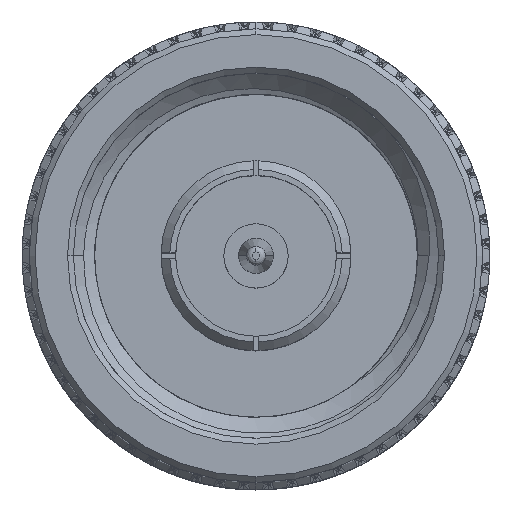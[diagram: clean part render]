
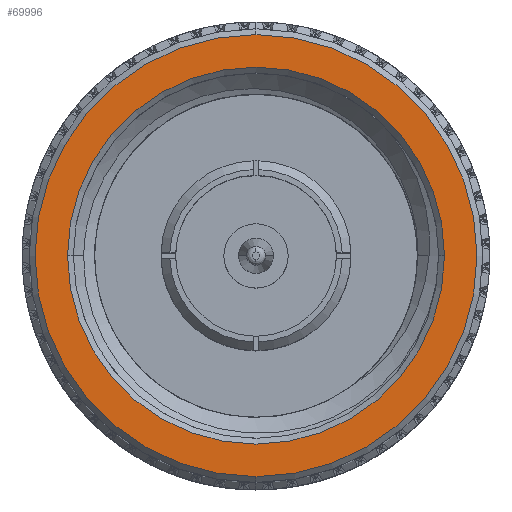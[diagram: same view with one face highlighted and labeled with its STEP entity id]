
A CAD part, top view. The second image highlights one B-rep face of the part: STEP entity #69996.
In plain terms, the highlighted face is planar.
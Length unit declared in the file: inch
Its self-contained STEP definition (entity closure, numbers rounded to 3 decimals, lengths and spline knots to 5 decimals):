
#202 = CIRCLE ( 'NONE', #15043, 0.3225 ) ;
#991 = DIRECTION ( 'NONE',  ( -1., 0., 0. ) ) ;
#1845 = EDGE_CURVE ( 'NONE', #55353, #8340, #61934, .T. ) ;
#6040 = EDGE_LOOP ( 'NONE', ( #22580, #105806 ) ) ;
#8340 = VERTEX_POINT ( 'NONE', #80140 ) ;
#8544 = CARTESIAN_POINT ( 'NONE',  ( 0., 0., 0. ) ) ;
#9089 = DIRECTION ( 'NONE',  ( 0., -1., 0. ) ) ;
#15043 = AXIS2_PLACEMENT_3D ( 'NONE', #37795, #31330, #46499 ) ;
#19603 = FACE_OUTER_BOUND ( 'NONE', #6040, .T. ) ;
#20662 = ORIENTED_EDGE ( 'NONE', *, *, #1845, .T. ) ;
#22580 = ORIENTED_EDGE ( 'NONE', *, *, #82187, .T. ) ;
#25438 = DIRECTION ( 'NONE',  ( -1., 0., 0. ) ) ;
#26891 = VERTEX_POINT ( 'NONE', #94109 ) ;
#31330 = DIRECTION ( 'NONE',  ( 1., 0., 0. ) ) ;
#33860 = DIRECTION ( 'NONE',  ( 1., 0., 0. ) ) ;
#34150 = CARTESIAN_POINT ( 'NONE',  ( 0., 0., 0. ) ) ;
#35588 = CARTESIAN_POINT ( 'NONE',  ( 0., 0., 0.3225 ) ) ;
#35895 = FACE_BOUND ( 'NONE', #62941, .T. ) ;
#37377 = AXIS2_PLACEMENT_3D ( 'NONE', #55018, #991, #90469 ) ;
#37795 = CARTESIAN_POINT ( 'NONE',  ( 0., 0., 0. ) ) ;
#40954 = AXIS2_PLACEMENT_3D ( 'NONE', #34150, #89306, #9089 ) ;
#46499 = DIRECTION ( 'NONE',  ( 0., -1., 0. ) ) ;
#53579 = DIRECTION ( 'NONE',  ( 0., -1., 0. ) ) ;
#55018 = CARTESIAN_POINT ( 'NONE',  ( 0., 0.38809, 0. ) ) ;
#55353 = VERTEX_POINT ( 'NONE', #35588 ) ;
#58226 = EDGE_CURVE ( 'NONE', #89714, #26891, #83543, .T. ) ;
#61724 = CARTESIAN_POINT ( 'NONE',  ( 0., 0., 0. ) ) ;
#61934 = CIRCLE ( 'NONE', #82312, 0.3225 ) ;
#62941 = EDGE_LOOP ( 'NONE', ( #20662, #90244 ) ) ;
#69996 = ADVANCED_FACE ( 'NONE', ( #35895, #19603 ), #81731, .T. ) ;
#70743 = AXIS2_PLACEMENT_3D ( 'NONE', #8544, #25438, #79430 ) ;
#79430 = DIRECTION ( 'NONE',  ( 0., -1., 0. ) ) ;
#80140 = CARTESIAN_POINT ( 'NONE',  ( 0., 0., -0.3225 ) ) ;
#81731 = PLANE ( 'NONE',  #37377 ) ;
#82187 = EDGE_CURVE ( 'NONE', #26891, #89714, #100420, .T. ) ;
#82312 = AXIS2_PLACEMENT_3D ( 'NONE', #61724, #33860, #53579 ) ;
#83543 = CIRCLE ( 'NONE', #40954, 0.37809 ) ;
#85011 = EDGE_CURVE ( 'NONE', #8340, #55353, #202, .T. ) ;
#89306 = DIRECTION ( 'NONE',  ( -1., 0., 0. ) ) ;
#89714 = VERTEX_POINT ( 'NONE', #106841 ) ;
#90244 = ORIENTED_EDGE ( 'NONE', *, *, #85011, .T. ) ;
#90469 = DIRECTION ( 'NONE',  ( 0., -1., 0. ) ) ;
#94109 = CARTESIAN_POINT ( 'NONE',  ( 0., 0.37809, 0. ) ) ;
#100420 = CIRCLE ( 'NONE', #70743, 0.37809 ) ;
#105806 = ORIENTED_EDGE ( 'NONE', *, *, #58226, .T. ) ;
#106841 = CARTESIAN_POINT ( 'NONE',  ( 0., -0.37809, 0. ) ) ;
